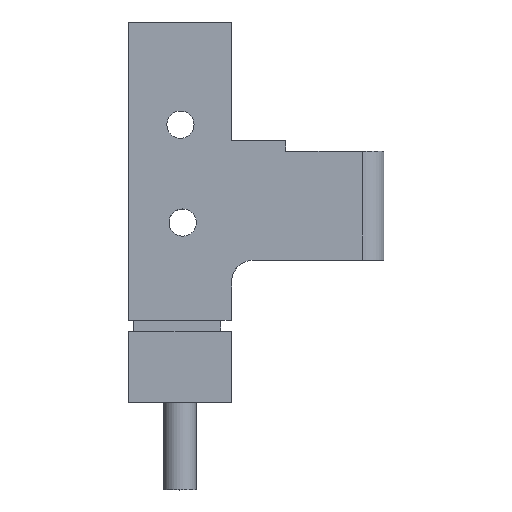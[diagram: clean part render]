
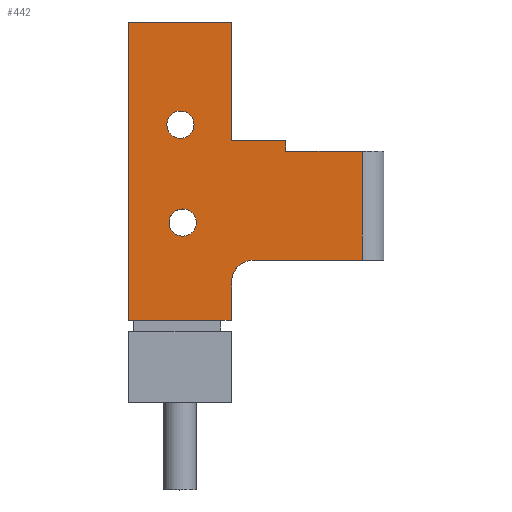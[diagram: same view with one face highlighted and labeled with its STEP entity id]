
A CAD part, top view. The second image highlights one B-rep face of the part: STEP entity #442.
In plain terms, the highlighted planar face has unit normal (0, 0, 1).
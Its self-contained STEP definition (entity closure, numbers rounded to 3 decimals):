
#58=CARTESIAN_POINT('',(10.695,20.011,48.5));
#59=VERTEX_POINT('',#58);
#66=CARTESIAN_POINT('',(10.695,20.,48.5));
#67=VERTEX_POINT('',#66);
#68=CARTESIAN_POINT('',(10.695,20.011,48.5));
#69=DIRECTION('',(0.,-1.,0.));
#70=VECTOR('',#69,0.011);
#71=LINE('',#68,#70);
#72=EDGE_CURVE('',#59,#67,#71,.T.);
#299=CARTESIAN_POINT('',(0.,0.,48.5));
#300=DIRECTION('',(0.,0.,1.));
#301=DIRECTION('',(1.,0.,0.));
#302=AXIS2_PLACEMENT_3D('',#299,#300,#301);
#303=PLANE('',#302);
#304=CARTESIAN_POINT('',(8.25,38.,48.5));
#305=VERTEX_POINT('',#304);
#306=CARTESIAN_POINT('',(5.75,38.,48.5));
#307=VERTEX_POINT('',#306);
#308=CARTESIAN_POINT('',(7.,38.,48.5));
#309=DIRECTION('',(-0.,-0.,-1.));
#310=DIRECTION('',(1.,0.,-0.));
#311=AXIS2_PLACEMENT_3D('',#308,#309,#310);
#312=CIRCLE('',#311,1.25);
#313=EDGE_CURVE('',#305,#307,#312,.T.);
#314=ORIENTED_EDGE('',*,*,#313,.T.);
#315=CARTESIAN_POINT('',(7.,38.,48.5));
#316=DIRECTION('',(-0.,-0.,-1.));
#317=DIRECTION('',(1.,0.,-0.));
#318=AXIS2_PLACEMENT_3D('',#315,#316,#317);
#319=CIRCLE('',#318,1.25);
#320=EDGE_CURVE('',#307,#305,#319,.T.);
#321=ORIENTED_EDGE('',*,*,#320,.T.);
#322=EDGE_LOOP('',(#314,#321));
#323=FACE_BOUND('',#322,.T.);
#324=CARTESIAN_POINT('',(8.45,29.,48.5));
#325=VERTEX_POINT('',#324);
#326=CARTESIAN_POINT('',(5.95,29.,48.5));
#327=VERTEX_POINT('',#326);
#328=CARTESIAN_POINT('',(7.2,29.,48.5));
#329=DIRECTION('',(-0.,-0.,-1.));
#330=DIRECTION('',(1.,0.,-0.));
#331=AXIS2_PLACEMENT_3D('',#328,#329,#330);
#332=CIRCLE('',#331,1.25);
#333=EDGE_CURVE('',#325,#327,#332,.T.);
#334=ORIENTED_EDGE('',*,*,#333,.T.);
#335=CARTESIAN_POINT('',(7.2,29.,48.5));
#336=DIRECTION('',(-0.,-0.,-1.));
#337=DIRECTION('',(1.,0.,-0.));
#338=AXIS2_PLACEMENT_3D('',#335,#336,#337);
#339=CIRCLE('',#338,1.25);
#340=EDGE_CURVE('',#327,#325,#339,.T.);
#341=ORIENTED_EDGE('',*,*,#340,.T.);
#342=EDGE_LOOP('',(#334,#341));
#343=FACE_BOUND('',#342,.T.);
#344=CARTESIAN_POINT('',(2.195,20.,48.5));
#345=VERTEX_POINT('',#344);
#346=CARTESIAN_POINT('',(10.695,20.,48.5));
#347=DIRECTION('',(-1.,0.,0.));
#348=VECTOR('',#347,8.5);
#349=LINE('',#346,#348);
#350=EDGE_CURVE('',#67,#345,#349,.T.);
#351=ORIENTED_EDGE('',*,*,#350,.F.);
#352=ORIENTED_EDGE('',*,*,#72,.F.);
#353=CARTESIAN_POINT('',(11.695,20.011,48.5));
#354=VERTEX_POINT('',#353);
#355=CARTESIAN_POINT('',(10.695,20.011,48.5));
#356=DIRECTION('',(1.,0.,-0.));
#357=VECTOR('',#356,1.);
#358=LINE('',#355,#357);
#359=EDGE_CURVE('',#59,#354,#358,.T.);
#360=ORIENTED_EDGE('',*,*,#359,.T.);
#361=CARTESIAN_POINT('',(11.695,23.541,48.5));
#362=VERTEX_POINT('',#361);
#363=CARTESIAN_POINT('',(11.695,23.541,48.5));
#364=DIRECTION('',(0.,-1.,0.));
#365=VECTOR('',#364,3.53);
#366=LINE('',#363,#365);
#367=EDGE_CURVE('',#362,#354,#366,.T.);
#368=ORIENTED_EDGE('',*,*,#367,.F.);
#369=CARTESIAN_POINT('',(13.695,25.541,48.5));
#370=VERTEX_POINT('',#369);
#371=CARTESIAN_POINT('',(13.695,23.541,48.5));
#372=DIRECTION('',(-0.,-0.,-1.));
#373=DIRECTION('',(1.,0.,-0.));
#374=AXIS2_PLACEMENT_3D('',#371,#372,#373);
#375=CIRCLE('',#374,2.);
#376=EDGE_CURVE('',#362,#370,#375,.T.);
#377=ORIENTED_EDGE('',*,*,#376,.T.);
#378=CARTESIAN_POINT('',(23.695,25.541,48.5));
#379=VERTEX_POINT('',#378);
#380=CARTESIAN_POINT('',(23.695,25.541,48.5));
#381=DIRECTION('',(-1.,0.,0.));
#382=VECTOR('',#381,10.);
#383=LINE('',#380,#382);
#384=EDGE_CURVE('',#379,#370,#383,.T.);
#385=ORIENTED_EDGE('',*,*,#384,.F.);
#386=CARTESIAN_POINT('',(23.695,35.541,48.5));
#387=VERTEX_POINT('',#386);
#388=CARTESIAN_POINT('',(23.695,25.541,48.5));
#389=DIRECTION('',(-0.,1.,-0.));
#390=VECTOR('',#389,10.);
#391=LINE('',#388,#390);
#392=EDGE_CURVE('',#379,#387,#391,.T.);
#393=ORIENTED_EDGE('',*,*,#392,.T.);
#394=CARTESIAN_POINT('',(16.695,35.541,48.5));
#395=VERTEX_POINT('',#394);
#396=CARTESIAN_POINT('',(16.695,35.541,48.5));
#397=DIRECTION('',(1.,0.,-0.));
#398=VECTOR('',#397,7.);
#399=LINE('',#396,#398);
#400=EDGE_CURVE('',#395,#387,#399,.T.);
#401=ORIENTED_EDGE('',*,*,#400,.F.);
#402=CARTESIAN_POINT('',(16.695,36.541,48.5));
#403=VERTEX_POINT('',#402);
#404=CARTESIAN_POINT('',(16.695,36.541,48.5));
#405=DIRECTION('',(0.,-1.,0.));
#406=VECTOR('',#405,1.);
#407=LINE('',#404,#406);
#408=EDGE_CURVE('',#403,#395,#407,.T.);
#409=ORIENTED_EDGE('',*,*,#408,.F.);
#410=CARTESIAN_POINT('',(11.695,36.541,48.5));
#411=VERTEX_POINT('',#410);
#412=CARTESIAN_POINT('',(11.695,36.541,48.5));
#413=DIRECTION('',(1.,0.,-0.));
#414=VECTOR('',#413,5.);
#415=LINE('',#412,#414);
#416=EDGE_CURVE('',#411,#403,#415,.T.);
#417=ORIENTED_EDGE('',*,*,#416,.F.);
#418=CARTESIAN_POINT('',(11.695,47.429,48.5));
#419=VERTEX_POINT('',#418);
#420=CARTESIAN_POINT('',(11.695,47.429,48.5));
#421=DIRECTION('',(0.,-1.,0.));
#422=VECTOR('',#421,10.888);
#423=LINE('',#420,#422);
#424=EDGE_CURVE('',#419,#411,#423,.T.);
#425=ORIENTED_EDGE('',*,*,#424,.F.);
#426=CARTESIAN_POINT('',(2.195,47.429,48.5));
#427=VERTEX_POINT('',#426);
#428=CARTESIAN_POINT('',(2.195,47.429,48.5));
#429=DIRECTION('',(1.,0.,-0.));
#430=VECTOR('',#429,9.5);
#431=LINE('',#428,#430);
#432=EDGE_CURVE('',#427,#419,#431,.T.);
#433=ORIENTED_EDGE('',*,*,#432,.F.);
#434=CARTESIAN_POINT('',(2.195,20.,48.5));
#435=DIRECTION('',(-0.,1.,0.));
#436=VECTOR('',#435,27.429);
#437=LINE('',#434,#436);
#438=EDGE_CURVE('',#345,#427,#437,.T.);
#439=ORIENTED_EDGE('',*,*,#438,.F.);
#440=EDGE_LOOP('',(#351,#352,#360,#368,#377,#385,#393,#401,#409,#417,#425,#433,#439));
#441=FACE_BOUND('',#440,.T.);
#442=ADVANCED_FACE('',(#323,#343,#441),#303,.T.);
